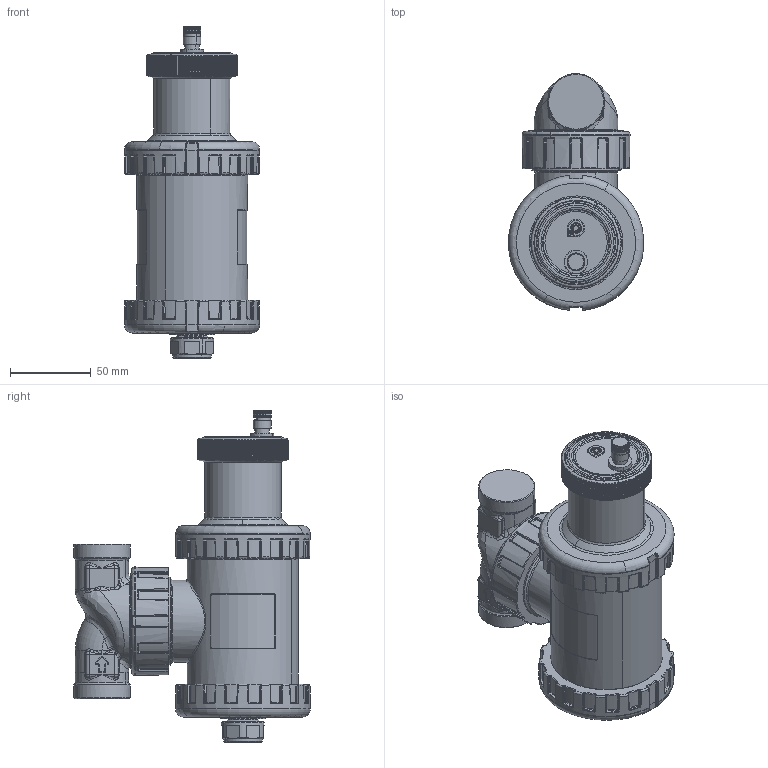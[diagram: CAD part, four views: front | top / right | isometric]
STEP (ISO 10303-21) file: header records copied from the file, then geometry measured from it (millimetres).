
FILE_DESCRIPTION(('CATIA V5 STEP Exchange','CAx-IF Rec.Pracs.--- Model Styling and Organization---1.5--- 2016-08-15','CAx-IF Rec.Pracs.---Supplemental Geometry---1.0---2011-11-01','CAx-IF Rec.Pracs.--- Composite Materials ---3.4---2017-06-13','CAx-IF Rec.Pracs.---Tessellated 3D Geometry---1.0---2015-12-17'),'2;1');
FILE_NAME('STEP_551205_-_TST.stp','2025-02-05T10:22:01+00:00',('none'),('none'),'CATIA Version 5-6 Release 2020 SP5','CATIA V5 STEP AP242 v2','none');
FILE_SCHEMA(('AP242_MANAGED_MODEL_BASED_3D_ENGINEERING_MIM_LF {1 0 10303 442 1 1 4}'));
Products named in the file (1): 551205 - TST
Bounding box: 83.94 x 146.8 x 206.1 mm (x, y, z)
Volume: 832611.5 mm3; surface area: 74659.6 mm2
Topology: 1 solids, 1 shells, 2369 faces, 5994 edges, 3484 vertices
Faces by surface type: cylinder 711, bspline 695, plane 509, torus 252, cone 110, sphere 89, revolution 3
Entity records: 106344 total; most frequent: CARTESIAN_POINT 58236, ORIENTED_EDGE 11654, EDGE_CURVE 5827, DIRECTION 5511, VERTEX_POINT 3484, B_SPLINE_CURVE_WITH_KNOTS 3166, AXIS2_PLACEMENT_3D 2674, EDGE_LOOP 2393
